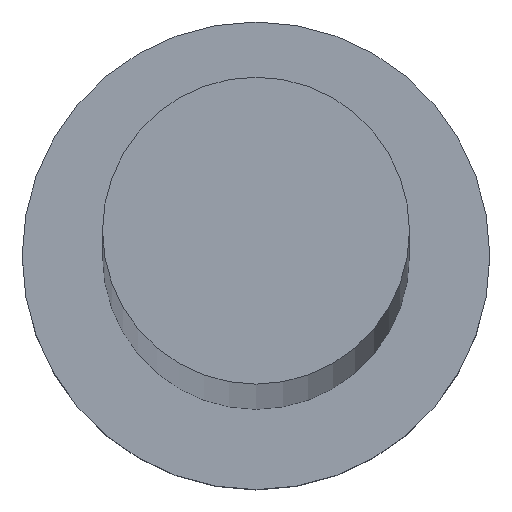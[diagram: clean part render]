
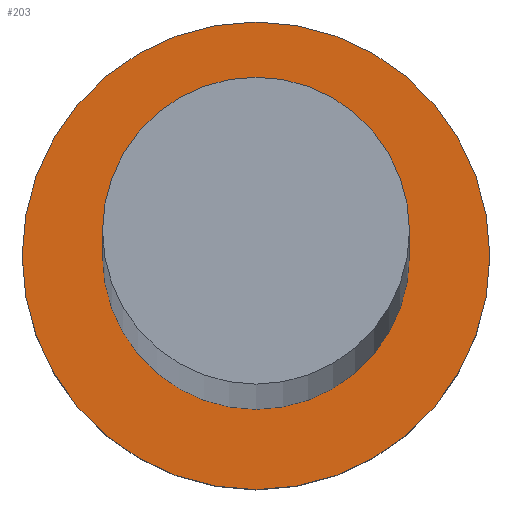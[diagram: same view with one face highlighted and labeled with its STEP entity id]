
A CAD part, top view. The second image highlights one B-rep face of the part: STEP entity #203.
In plain terms, the highlighted planar face has unit normal (0, 0, 1).
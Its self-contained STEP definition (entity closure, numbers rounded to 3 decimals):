
#3 = CIRCLE ( 'NONE', #77, 8. ) ;
#10 = VERTEX_POINT ( 'NONE', #83 ) ;
#21 = ORIENTED_EDGE ( 'NONE', *, *, #219, .F. ) ;
#26 = CARTESIAN_POINT ( 'NONE',  ( 0., 0., 6.5 ) ) ;
#35 = CARTESIAN_POINT ( 'NONE',  ( 0., 0., 6.5 ) ) ;
#37 = AXIS2_PLACEMENT_3D ( 'NONE', #26, #166, #145 ) ;
#45 = AXIS2_PLACEMENT_3D ( 'NONE', #35, #74, #173 ) ;
#46 = DIRECTION ( 'NONE',  ( 0., 0., 1. ) ) ;
#52 = CARTESIAN_POINT ( 'NONE',  ( 0., 0., 6.5 ) ) ;
#59 = CARTESIAN_POINT ( 'NONE',  ( 5.25, 0., 6.5 ) ) ;
#67 = CARTESIAN_POINT ( 'NONE',  ( 0., 0., 6.5 ) ) ;
#74 = DIRECTION ( 'NONE',  ( 0., 0., 1. ) ) ;
#77 = AXIS2_PLACEMENT_3D ( 'NONE', #153, #255, #198 ) ;
#83 = CARTESIAN_POINT ( 'NONE',  ( 8., 0., 6.5 ) ) ;
#91 = DIRECTION ( 'NONE',  ( 1., 0., 0. ) ) ;
#105 = EDGE_CURVE ( 'NONE', #10, #177, #235, .T. ) ;
#114 = AXIS2_PLACEMENT_3D ( 'NONE', #52, #129, #91 ) ;
#122 = CARTESIAN_POINT ( 'NONE',  ( -5.25, 0., 6.5 ) ) ;
#126 = EDGE_CURVE ( 'NONE', #204, #135, #223, .T. ) ;
#127 = DIRECTION ( 'NONE',  ( 1., 0., 0. ) ) ;
#129 = DIRECTION ( 'NONE',  ( 0., 0., 1. ) ) ;
#133 = ORIENTED_EDGE ( 'NONE', *, *, #213, .T. ) ;
#135 = VERTEX_POINT ( 'NONE', #122 ) ;
#136 = EDGE_LOOP ( 'NONE', ( #133, #245 ) ) ;
#145 = DIRECTION ( 'NONE',  ( 1., 0., 0. ) ) ;
#153 = CARTESIAN_POINT ( 'NONE',  ( 0., 0., 6.5 ) ) ;
#159 = CIRCLE ( 'NONE', #114, 5.25 ) ;
#160 = EDGE_LOOP ( 'NONE', ( #21, #185 ) ) ;
#166 = DIRECTION ( 'NONE',  ( 0., 0., 1. ) ) ;
#173 = DIRECTION ( 'NONE',  ( 1., 0., 0. ) ) ;
#176 = FACE_BOUND ( 'NONE', #160, .T. ) ;
#177 = VERTEX_POINT ( 'NONE', #238 ) ;
#185 = ORIENTED_EDGE ( 'NONE', *, *, #126, .F. ) ;
#198 = DIRECTION ( 'NONE',  ( 1., 0., 0. ) ) ;
#203 = ADVANCED_FACE ( 'NONE', ( #176, #237 ), #242, .T. ) ;
#204 = VERTEX_POINT ( 'NONE', #59 ) ;
#213 = EDGE_CURVE ( 'NONE', #177, #10, #3, .T. ) ;
#219 = EDGE_CURVE ( 'NONE', #135, #204, #159, .T. ) ;
#223 = CIRCLE ( 'NONE', #254, 5.25 ) ;
#235 = CIRCLE ( 'NONE', #37, 8. ) ;
#237 = FACE_OUTER_BOUND ( 'NONE', #136, .T. ) ;
#238 = CARTESIAN_POINT ( 'NONE',  ( -8., 0., 6.5 ) ) ;
#242 = PLANE ( 'NONE',  #45 ) ;
#245 = ORIENTED_EDGE ( 'NONE', *, *, #105, .T. ) ;
#254 = AXIS2_PLACEMENT_3D ( 'NONE', #67, #46, #127 ) ;
#255 = DIRECTION ( 'NONE',  ( 0., 0., 1. ) ) ;
